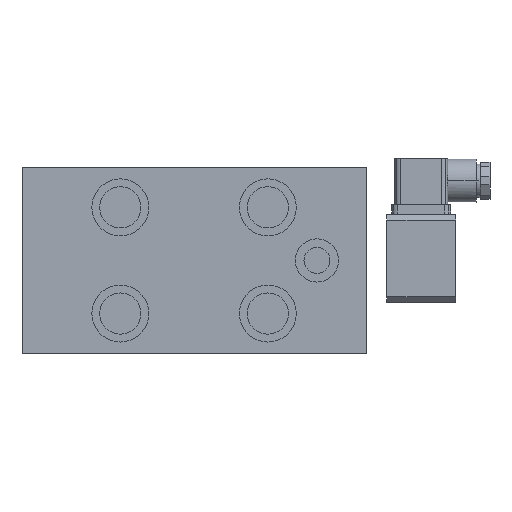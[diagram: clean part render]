
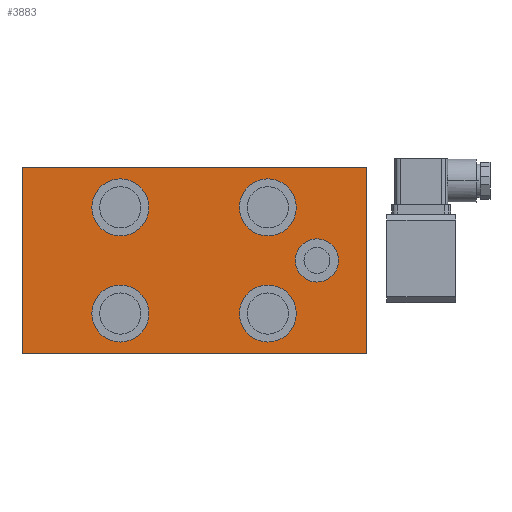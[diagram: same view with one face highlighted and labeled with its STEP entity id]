
A CAD part, front view. The second image highlights one B-rep face of the part: STEP entity #3883.
In plain terms, the highlighted planar face has unit normal (0, -1, 0).
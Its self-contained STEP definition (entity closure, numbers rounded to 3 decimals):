
#285=CIRCLE('',#4263,14.5);
#286=CIRCLE('',#4264,14.5);
#287=CIRCLE('',#4265,14.5);
#288=CIRCLE('',#4266,14.5);
#289=CIRCLE('',#4267,14.5);
#290=CIRCLE('',#4268,14.5);
#291=CIRCLE('',#4269,11.);
#292=CIRCLE('',#4270,11.);
#293=CIRCLE('',#4271,14.5);
#294=CIRCLE('',#4272,14.5);
#557=ORIENTED_EDGE('',*,*,#1673,.T.);
#558=ORIENTED_EDGE('',*,*,#1679,.F.);
#559=ORIENTED_EDGE('',*,*,#1659,.F.);
#560=ORIENTED_EDGE('',*,*,#1680,.F.);
#561=ORIENTED_EDGE('',*,*,#1681,.T.);
#562=ORIENTED_EDGE('',*,*,#1682,.T.);
#563=ORIENTED_EDGE('',*,*,#1683,.T.);
#564=ORIENTED_EDGE('',*,*,#1684,.T.);
#565=ORIENTED_EDGE('',*,*,#1685,.T.);
#566=ORIENTED_EDGE('',*,*,#1686,.T.);
#567=ORIENTED_EDGE('',*,*,#1687,.T.);
#568=ORIENTED_EDGE('',*,*,#1688,.T.);
#569=ORIENTED_EDGE('',*,*,#1689,.T.);
#570=ORIENTED_EDGE('',*,*,#1690,.T.);
#1659=EDGE_CURVE('',#2219,#2220,#2535,.T.);
#1673=EDGE_CURVE('',#2232,#2231,#2543,.T.);
#1679=EDGE_CURVE('',#2220,#2231,#2545,.T.);
#1680=EDGE_CURVE('',#2232,#2219,#2546,.T.);
#1681=EDGE_CURVE('',#2237,#2238,#285,.T.);
#1682=EDGE_CURVE('',#2238,#2237,#286,.T.);
#1683=EDGE_CURVE('',#2239,#2240,#287,.T.);
#1684=EDGE_CURVE('',#2240,#2239,#288,.T.);
#1685=EDGE_CURVE('',#2241,#2242,#289,.T.);
#1686=EDGE_CURVE('',#2242,#2241,#290,.T.);
#1687=EDGE_CURVE('',#2243,#2244,#291,.T.);
#1688=EDGE_CURVE('',#2244,#2243,#292,.T.);
#1689=EDGE_CURVE('',#2245,#2246,#293,.T.);
#1690=EDGE_CURVE('',#2246,#2245,#294,.T.);
#2219=VERTEX_POINT('',#6140);
#2220=VERTEX_POINT('',#6141);
#2231=VERTEX_POINT('',#6167);
#2232=VERTEX_POINT('',#6169);
#2237=VERTEX_POINT('',#6183);
#2238=VERTEX_POINT('',#6184);
#2239=VERTEX_POINT('',#6187);
#2240=VERTEX_POINT('',#6188);
#2241=VERTEX_POINT('',#6191);
#2242=VERTEX_POINT('',#6192);
#2243=VERTEX_POINT('',#6195);
#2244=VERTEX_POINT('',#6196);
#2245=VERTEX_POINT('',#6199);
#2246=VERTEX_POINT('',#6200);
#2535=LINE('',#6139,#2843);
#2543=LINE('',#6168,#2851);
#2545=LINE('',#6180,#2853);
#2546=LINE('',#6181,#2854);
#2843=VECTOR('',#4859,1000.);
#2851=VECTOR('',#4883,1000.);
#2853=VECTOR('',#4895,1000.);
#2854=VECTOR('',#4896,1000.);
#3175=EDGE_LOOP('',(#557,#558,#559,#560));
#3176=EDGE_LOOP('',(#561,#562));
#3177=EDGE_LOOP('',(#563,#564));
#3178=EDGE_LOOP('',(#565,#566));
#3179=EDGE_LOOP('',(#567,#568));
#3180=EDGE_LOOP('',(#569,#570));
#3471=FACE_BOUND('',#3175,.T.);
#3472=FACE_BOUND('',#3176,.T.);
#3473=FACE_BOUND('',#3177,.T.);
#3474=FACE_BOUND('',#3178,.T.);
#3475=FACE_BOUND('',#3179,.T.);
#3476=FACE_BOUND('',#3180,.T.);
#3762=PLANE('',#4262);
#3883=ADVANCED_FACE('',(#3471,#3472,#3473,#3474,#3475,#3476),#3762,.F.);
#4262=AXIS2_PLACEMENT_3D('',#6179,#4893,#4894);
#4263=AXIS2_PLACEMENT_3D('',#6182,#4897,#4898);
#4264=AXIS2_PLACEMENT_3D('',#6185,#4899,#4900);
#4265=AXIS2_PLACEMENT_3D('',#6186,#4901,#4902);
#4266=AXIS2_PLACEMENT_3D('',#6189,#4903,#4904);
#4267=AXIS2_PLACEMENT_3D('',#6190,#4905,#4906);
#4268=AXIS2_PLACEMENT_3D('',#6193,#4907,#4908);
#4269=AXIS2_PLACEMENT_3D('',#6194,#4909,#4910);
#4270=AXIS2_PLACEMENT_3D('',#6197,#4911,#4912);
#4271=AXIS2_PLACEMENT_3D('',#6198,#4913,#4914);
#4272=AXIS2_PLACEMENT_3D('',#6201,#4915,#4916);
#4859=DIRECTION('',(0.,0.,-1.));
#4883=DIRECTION('',(0.,0.,-1.));
#4893=DIRECTION('',(0.,1.,0.));
#4894=DIRECTION('',(0.,0.,1.));
#4895=DIRECTION('',(-1.,0.,0.));
#4896=DIRECTION('',(1.,0.,0.));
#4897=DIRECTION('',(0.,1.,0.));
#4898=DIRECTION('',(1.,0.,0.));
#4899=DIRECTION('',(0.,1.,0.));
#4900=DIRECTION('',(1.,0.,0.));
#4901=DIRECTION('',(0.,1.,0.));
#4902=DIRECTION('',(1.,0.,0.));
#4903=DIRECTION('',(0.,1.,0.));
#4904=DIRECTION('',(1.,0.,0.));
#4905=DIRECTION('',(0.,1.,0.));
#4906=DIRECTION('',(1.,0.,0.));
#4907=DIRECTION('',(0.,1.,0.));
#4908=DIRECTION('',(1.,0.,0.));
#4909=DIRECTION('',(0.,1.,0.));
#4910=DIRECTION('',(1.,0.,0.));
#4911=DIRECTION('',(0.,1.,0.));
#4912=DIRECTION('',(1.,0.,0.));
#4913=DIRECTION('',(0.,1.,0.));
#4914=DIRECTION('',(1.,0.,0.));
#4915=DIRECTION('',(0.,1.,0.));
#4916=DIRECTION('',(1.,0.,0.));
#6139=CARTESIAN_POINT('',(665.,0.,92.5));
#6140=CARTESIAN_POINT('',(665.,0.,140.));
#6141=CARTESIAN_POINT('',(665.,0.,45.));
#6167=CARTESIAN_POINT('',(490.,0.,45.));
#6168=CARTESIAN_POINT('',(490.,0.,92.5));
#6169=CARTESIAN_POINT('',(490.,0.,140.));
#6179=CARTESIAN_POINT('',(577.5,0.,92.5));
#6180=CARTESIAN_POINT('',(577.5,0.,45.));
#6181=CARTESIAN_POINT('',(577.5,0.,140.));
#6182=CARTESIAN_POINT('',(540.,0.,119.5));
#6183=CARTESIAN_POINT('',(554.5,0.,119.5));
#6184=CARTESIAN_POINT('',(525.5,0.,119.5));
#6185=CARTESIAN_POINT('',(540.,0.,119.5));
#6186=CARTESIAN_POINT('',(615.,0.,65.5));
#6187=CARTESIAN_POINT('',(629.5,0.,65.5));
#6188=CARTESIAN_POINT('',(600.5,0.,65.5));
#6189=CARTESIAN_POINT('',(615.,0.,65.5));
#6190=CARTESIAN_POINT('',(540.,0.,65.5));
#6191=CARTESIAN_POINT('',(554.5,0.,65.5));
#6192=CARTESIAN_POINT('',(525.5,0.,65.5));
#6193=CARTESIAN_POINT('',(540.,0.,65.5));
#6194=CARTESIAN_POINT('',(640.,0.,92.5));
#6195=CARTESIAN_POINT('',(651.,0.,92.5));
#6196=CARTESIAN_POINT('',(629.,0.,92.5));
#6197=CARTESIAN_POINT('',(640.,0.,92.5));
#6198=CARTESIAN_POINT('',(615.,0.,119.5));
#6199=CARTESIAN_POINT('',(629.5,0.,119.5));
#6200=CARTESIAN_POINT('',(600.5,0.,119.5));
#6201=CARTESIAN_POINT('',(615.,0.,119.5));
